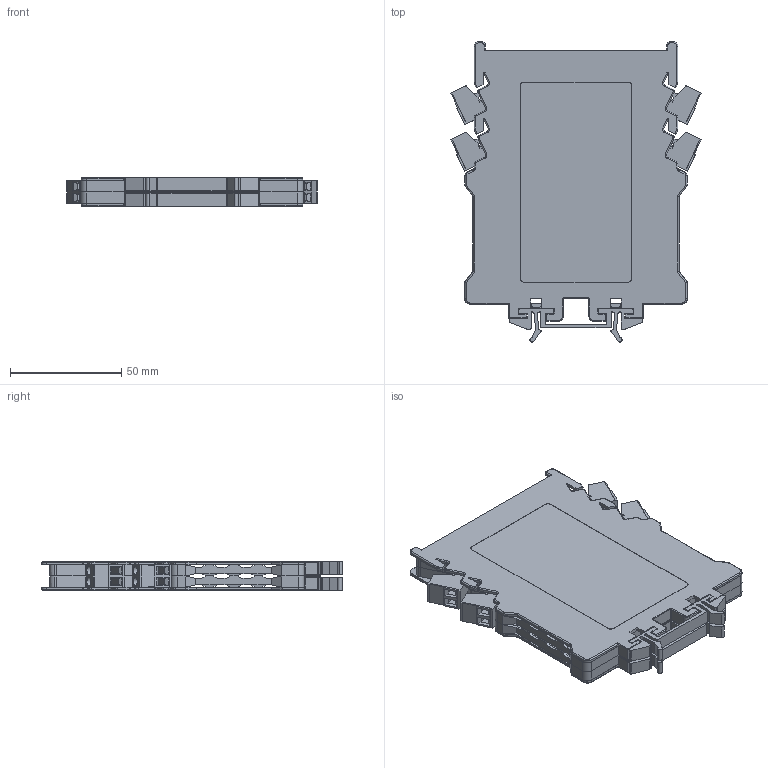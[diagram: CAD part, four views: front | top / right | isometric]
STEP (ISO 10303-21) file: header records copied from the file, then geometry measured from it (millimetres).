
FILE_DESCRIPTION (( 'STEP AP203' ), '1' );
FILE_NAME ('GVB.STEP', '2018-08-03T09:25:56', ( '' ), ( '' ), 'SwSTEP 2.0', 'SolidWorks 2013', '' );
FILE_SCHEMA (( 'CONFIG_CONTROL_DESIGN' ));
Length unit declared in the file: millimetre
Products named in the file (7): Front-GVB; GVB; GVB Klemmen; Hutschienenhalterung-1; Deckel-GV-1; Baugruppe-GV; Kammer-GV-07
Assembly tree (12 placements, depth 3):
  GVB
    Deckel-GV-1
    Hutschienenhalterung-1
    Kammer-GV-07  x2
    Baugruppe-GV
      Deckel-GV-1
      Hutschienenhalterung-1
    Front-GVB
    GVB Klemmen  x4
Bounding box: 112.32 x 134.69 x 12.98 mm (x, y, z)
Volume: 51742 mm3; surface area: 73584.1 mm2
Topology: 11 solids, 11 shells, 2619 faces, 7081 edges, 4510 vertices
Faces by surface type: plane 1595, cylinder 716, torus 168, bspline 84, cone 56
Entity records: 44200 total; most frequent: CARTESIAN_POINT 10973, ORIENTED_EDGE 6986, DIRECTION 6497, EDGE_CURVE 3493, LINE 2457, VECTOR 2457, VERTEX_POINT 2228, AXIS2_PLACEMENT_3D 2020
